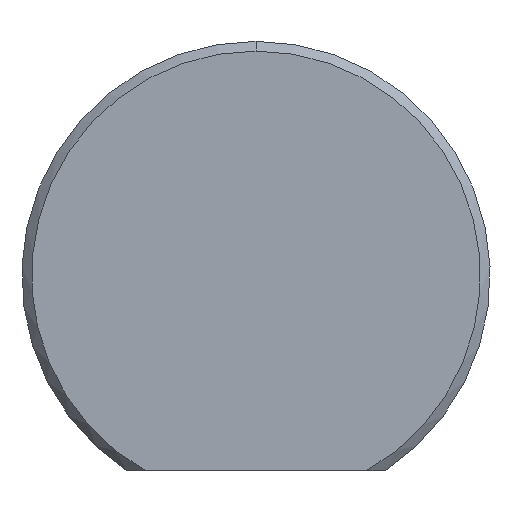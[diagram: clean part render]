
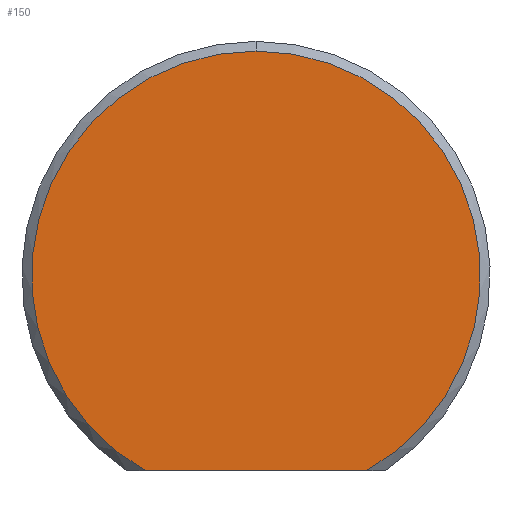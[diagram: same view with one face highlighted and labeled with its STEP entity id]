
A CAD part, front view. The second image highlights one B-rep face of the part: STEP entity #150.
In plain terms, the highlighted planar face has unit normal (0, -1, 0).
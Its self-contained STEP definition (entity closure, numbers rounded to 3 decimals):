
#1 = CARTESIAN_POINT ( 'NONE',  ( 0., 0., 0. ) ) ;
#9 = PLANE ( 'NONE',  #91 ) ;
#19 = EDGE_CURVE ( 'NONE', #217, #254, #131, .T. ) ;
#30 = DIRECTION ( 'NONE',  ( 0., 1., 0. ) ) ;
#71 = CIRCLE ( 'NONE', #99, 2.875 ) ;
#80 = DIRECTION ( 'NONE',  ( 0., 0., 1. ) ) ;
#91 = AXIS2_PLACEMENT_3D ( 'NONE', #121, #30, #249 ) ;
#98 = CARTESIAN_POINT ( 'NONE',  ( 1.42, 0., -2.5 ) ) ;
#99 = AXIS2_PLACEMENT_3D ( 'NONE', #266, #204, #80 ) ;
#118 = DIRECTION ( 'NONE',  ( 1., 0., 0. ) ) ;
#121 = CARTESIAN_POINT ( 'NONE',  ( 0., 0., 0. ) ) ;
#131 = CIRCLE ( 'NONE', #155, 2.875 ) ;
#137 = DIRECTION ( 'NONE',  ( 0., -1., 0. ) ) ;
#141 = CARTESIAN_POINT ( 'NONE',  ( 0., 0., 2.875 ) ) ;
#150 = ADVANCED_FACE ( 'NONE', ( #171 ), #9, .F. ) ;
#153 = EDGE_CURVE ( 'NONE', #254, #237, #71, .T. ) ;
#155 = AXIS2_PLACEMENT_3D ( 'NONE', #1, #137, #219 ) ;
#158 = EDGE_CURVE ( 'NONE', #237, #217, #207, .T. ) ;
#171 = FACE_OUTER_BOUND ( 'NONE', #213, .T. ) ;
#175 = ORIENTED_EDGE ( 'NONE', *, *, #19, .T. ) ;
#204 = DIRECTION ( 'NONE',  ( 0., -1., 0. ) ) ;
#207 = LINE ( 'NONE', #252, #261 ) ;
#212 = ORIENTED_EDGE ( 'NONE', *, *, #153, .T. ) ;
#213 = EDGE_LOOP ( 'NONE', ( #225, #175, #212 ) ) ;
#217 = VERTEX_POINT ( 'NONE', #98 ) ;
#219 = DIRECTION ( 'NONE',  ( 0., 0., 1. ) ) ;
#225 = ORIENTED_EDGE ( 'NONE', *, *, #158, .T. ) ;
#237 = VERTEX_POINT ( 'NONE', #268 ) ;
#249 = DIRECTION ( 'NONE',  ( 0., 0., 1. ) ) ;
#252 = CARTESIAN_POINT ( 'NONE',  ( 0., 0., -2.5 ) ) ;
#254 = VERTEX_POINT ( 'NONE', #141 ) ;
#261 = VECTOR ( 'NONE', #118, 1000. ) ;
#266 = CARTESIAN_POINT ( 'NONE',  ( 0., 0., 0. ) ) ;
#268 = CARTESIAN_POINT ( 'NONE',  ( -1.42, 0., -2.5 ) ) ;
